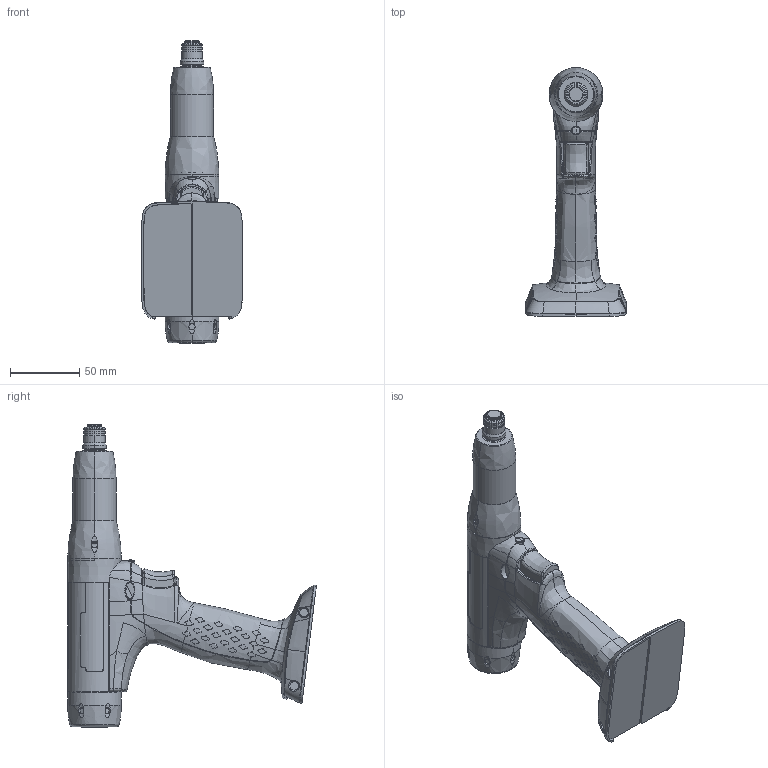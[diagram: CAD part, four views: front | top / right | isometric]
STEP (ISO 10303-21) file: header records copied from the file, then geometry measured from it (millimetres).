
FILE_DESCRIPTION((''),'2;1');
FILE_NAME('4211615580_FILLED','2019-04-17T16:30:40',('Toocsr'),(''),'CREO PARAMETRIC BY PTC INC, 2018100','CREO PARAMETRIC BY PTC INC, 2018100','');
FILE_SCHEMA(('CONFIG_CONTROL_DESIGN'));
Length unit declared in the file: millimetre
Products named in the file (1): 4211615580_FILLED
Bounding box: 73.31 x 180.1 x 219 mm (x, y, z)
Volume: 430877.4 mm3; surface area: 64840.2 mm2
Topology: 1 solids, 6 shells, 1462 faces, 3865 edges, 2465 vertices
Faces by surface type: bspline 819, cylinder 268, plane 266, cone 52, torus 38, sphere 8, extrusion 8, revolution 3
Entity records: 127512 total; most frequent: CARTESIAN_POINT 97909, ORIENTED_EDGE 7718, EDGE_CURVE 3859, DIRECTION 3616, VERTEX_POINT 2463, B_SPLINE_CURVE_WITH_KNOTS 2234, EDGE_LOOP 1534, FACE_OUTER_BOUND 1462
